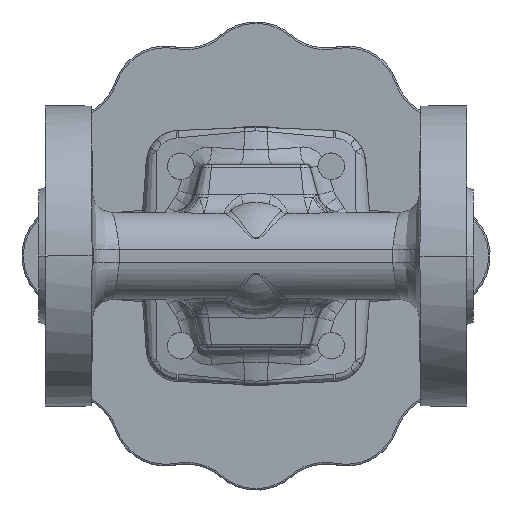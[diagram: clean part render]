
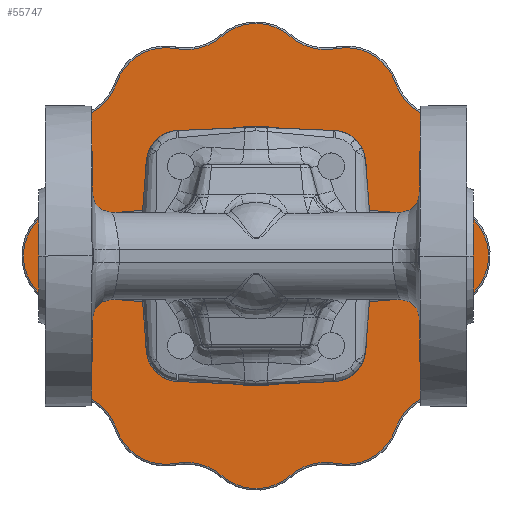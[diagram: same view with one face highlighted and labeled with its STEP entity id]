
A CAD part, front view. The second image highlights one B-rep face of the part: STEP entity #55747.
In plain terms, the highlighted planar face has unit normal (0, -1, 0).
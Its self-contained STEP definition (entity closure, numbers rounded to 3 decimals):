
#51019=CARTESIAN_POINT('',(54.,195.8,0.));
#51020=DIRECTION('',(0.,1.,0.));
#51021=DIRECTION('',(0.756,0.,0.655));
#51022=AXIS2_PLACEMENT_3D('',#51019,#51020,#51021);
#51024=CARTESIAN_POINT('',(78.188,195.8,-20.951));
#51025=DIRECTION('',(0.,-1.,0.));
#51026=DIRECTION('',(-0.756,0.,0.655));
#51027=AXIS2_PLACEMENT_3D('',#51024,#51025,#51026);
#51029=CARTESIAN_POINT('',(46.765,195.8,-27.));
#51030=DIRECTION('',(0.,1.,0.));
#51031=DIRECTION('',(0.982,0.,0.189));
#51032=AXIS2_PLACEMENT_3D('',#51029,#51030,#51031);
#51034=CARTESIAN_POINT('',(57.238,195.8,-57.238));
#51035=DIRECTION('',(0.,-1.,0.));
#51036=DIRECTION('',(-0.327,0.,0.945));
#51037=AXIS2_PLACEMENT_3D('',#51034,#51035,#51036);
#51039=CARTESIAN_POINT('',(27.,195.8,-46.765));
#51040=DIRECTION('',(0.,1.,0.));
#51041=DIRECTION('',(0.945,0.,-0.327));
#51042=AXIS2_PLACEMENT_3D('',#51039,#51040,#51041);
#51044=CARTESIAN_POINT('',(20.951,195.8,-78.188));
#51045=DIRECTION('',(0.,-1.,0.));
#51046=DIRECTION('',(0.189,0.,0.982));
#51047=AXIS2_PLACEMENT_3D('',#51044,#51045,#51046);
#51049=CARTESIAN_POINT('',(0.,195.8,-54.));
#51050=DIRECTION('',(0.,1.,0.));
#51051=DIRECTION('',(0.655,0.,-0.756));
#51052=AXIS2_PLACEMENT_3D('',#51049,#51050,#51051);
#51054=CARTESIAN_POINT('',(-20.951,195.8,-78.188));
#51055=DIRECTION('',(0.,-1.,0.));
#51056=DIRECTION('',(0.655,0.,0.756));
#51057=AXIS2_PLACEMENT_3D('',#51054,#51055,#51056);
#51059=CARTESIAN_POINT('',(-27.,195.8,-46.765));
#51060=DIRECTION('',(0.,1.,0.));
#51061=DIRECTION('',(0.189,0.,-0.982));
#51062=AXIS2_PLACEMENT_3D('',#51059,#51060,#51061);
#51064=CARTESIAN_POINT('',(-57.238,195.8,-57.238));
#51065=DIRECTION('',(0.,-1.,0.));
#51066=DIRECTION('',(0.945,0.,0.327));
#51067=AXIS2_PLACEMENT_3D('',#51064,#51065,#51066);
#51069=CARTESIAN_POINT('',(-46.765,195.8,-27.));
#51070=DIRECTION('',(0.,1.,0.));
#51071=DIRECTION('',(-0.327,0.,-0.945));
#51072=AXIS2_PLACEMENT_3D('',#51069,#51070,#51071);
#51074=CARTESIAN_POINT('',(-78.188,195.8,-20.951));
#51075=DIRECTION('',(0.,-1.,0.));
#51076=DIRECTION('',(0.982,0.,-0.189));
#51077=AXIS2_PLACEMENT_3D('',#51074,#51075,#51076);
#51079=CARTESIAN_POINT('',(-54.,195.8,0.));
#51080=DIRECTION('',(0.,1.,0.));
#51081=DIRECTION('',(-0.756,0.,-0.655));
#51082=AXIS2_PLACEMENT_3D('',#51079,#51080,#51081);
#51084=CARTESIAN_POINT('',(-78.188,195.8,20.951));
#51085=DIRECTION('',(0.,-1.,0.));
#51086=DIRECTION('',(0.756,0.,-0.655));
#51087=AXIS2_PLACEMENT_3D('',#51084,#51085,#51086);
#51089=CARTESIAN_POINT('',(-46.765,195.8,27.));
#51090=DIRECTION('',(0.,1.,0.));
#51091=DIRECTION('',(-0.982,0.,-0.189));
#51092=AXIS2_PLACEMENT_3D('',#51089,#51090,#51091);
#51094=CARTESIAN_POINT('',(-57.238,195.8,57.238));
#51095=DIRECTION('',(0.,-1.,0.));
#51096=DIRECTION('',(0.327,0.,-0.945));
#51097=AXIS2_PLACEMENT_3D('',#51094,#51095,#51096);
#51099=CARTESIAN_POINT('',(-27.,195.8,46.765));
#51100=DIRECTION('',(0.,1.,0.));
#51101=DIRECTION('',(-0.945,0.,0.327));
#51102=AXIS2_PLACEMENT_3D('',#51099,#51100,#51101);
#51104=CARTESIAN_POINT('',(-20.951,195.8,78.188));
#51105=DIRECTION('',(0.,-1.,0.));
#51106=DIRECTION('',(-0.189,0.,-0.982));
#51107=AXIS2_PLACEMENT_3D('',#51104,#51105,#51106);
#51109=CARTESIAN_POINT('',(0.,195.8,54.));
#51110=DIRECTION('',(0.,1.,0.));
#51111=DIRECTION('',(-0.655,0.,0.756));
#51112=AXIS2_PLACEMENT_3D('',#51109,#51110,#51111);
#51114=CARTESIAN_POINT('',(20.951,195.8,78.188));
#51115=DIRECTION('',(0.,-1.,0.));
#51116=DIRECTION('',(-0.655,0.,-0.756));
#51117=AXIS2_PLACEMENT_3D('',#51114,#51115,#51116);
#51119=CARTESIAN_POINT('',(27.,195.8,46.765));
#51120=DIRECTION('',(0.,1.,0.));
#51121=DIRECTION('',(-0.189,0.,0.982));
#51122=AXIS2_PLACEMENT_3D('',#51119,#51120,#51121);
#51124=CARTESIAN_POINT('',(57.238,195.8,57.238));
#51125=DIRECTION('',(0.,-1.,0.));
#51126=DIRECTION('',(-0.945,0.,-0.327));
#51127=AXIS2_PLACEMENT_3D('',#51124,#51125,#51126);
#51129=CARTESIAN_POINT('',(46.765,195.8,27.));
#51130=DIRECTION('',(0.,1.,0.));
#51131=DIRECTION('',(0.327,0.,0.945));
#51132=AXIS2_PLACEMENT_3D('',#51129,#51130,#51131);
#51134=CARTESIAN_POINT('',(78.188,195.8,20.951));
#51135=DIRECTION('',(0.,-1.,0.));
#51136=DIRECTION('',(-0.982,0.,0.189));
#51137=AXIS2_PLACEMENT_3D('',#51134,#51135,#51136);
#54971=CARTESIAN_POINT('',(65.716,195.8,10.148));
#54972=VERTEX_POINT('',#54971);
#54973=CARTESIAN_POINT('',(65.716,195.8,-10.148));
#54974=VERTEX_POINT('',#54973);
#54975=CARTESIAN_POINT('',(61.986,195.8,-24.07));
#54976=VERTEX_POINT('',#54975);
#54977=CARTESIAN_POINT('',(51.838,195.8,-41.646));
#54978=VERTEX_POINT('',#54977);
#54979=CARTESIAN_POINT('',(41.646,195.8,-51.838));
#54980=VERTEX_POINT('',#54979);
#54981=CARTESIAN_POINT('',(24.07,195.8,-61.986));
#54982=VERTEX_POINT('',#54981);
#54983=CARTESIAN_POINT('',(10.148,195.8,-65.716));
#54984=VERTEX_POINT('',#54983);
#54987=CARTESIAN_POINT('',(-10.148,195.8,-65.716));
#54988=VERTEX_POINT('',#54987);
#55000=CARTESIAN_POINT('',(-24.07,195.8,-61.986));
#55002=VERTEX_POINT('',#55000);
#55008=CARTESIAN_POINT('',(-41.646,195.8,-51.838));
#55010=VERTEX_POINT('',#55008);
#55016=CARTESIAN_POINT('',(-51.838,195.8,-41.646));
#55018=VERTEX_POINT('',#55016);
#55024=CARTESIAN_POINT('',(-61.986,195.8,-24.07));
#55026=VERTEX_POINT('',#55024);
#55032=CARTESIAN_POINT('',(-65.716,195.8,-10.148));
#55034=VERTEX_POINT('',#55032);
#55040=CARTESIAN_POINT('',(-65.716,195.8,10.148));
#55042=VERTEX_POINT('',#55040);
#55048=CARTESIAN_POINT('',(-61.986,195.8,24.07));
#55050=VERTEX_POINT('',#55048);
#55056=CARTESIAN_POINT('',(-51.838,195.8,41.646));
#55058=VERTEX_POINT('',#55056);
#55064=CARTESIAN_POINT('',(-41.646,195.8,51.838));
#55066=VERTEX_POINT('',#55064);
#55072=CARTESIAN_POINT('',(-24.07,195.8,61.986));
#55074=VERTEX_POINT('',#55072);
#55080=CARTESIAN_POINT('',(-10.148,195.8,65.716));
#55082=VERTEX_POINT('',#55080);
#55088=CARTESIAN_POINT('',(10.148,195.8,65.716));
#55090=VERTEX_POINT('',#55088);
#55096=CARTESIAN_POINT('',(24.07,195.8,61.986));
#55098=VERTEX_POINT('',#55096);
#55104=CARTESIAN_POINT('',(41.646,195.8,51.838));
#55106=VERTEX_POINT('',#55104);
#55112=CARTESIAN_POINT('',(51.838,195.8,41.646));
#55114=VERTEX_POINT('',#55112);
#55120=CARTESIAN_POINT('',(61.986,195.8,24.07));
#55122=VERTEX_POINT('',#55120);
#55692=CARTESIAN_POINT('',(54.,195.8,0.));
#55693=DIRECTION('',(0.,1.,0.));
#55694=DIRECTION('',(-0.756,0.,-0.655));
#55695=AXIS2_PLACEMENT_3D('',#55692,#55693,#55694);
#55696=PLANE('',#55695);
#55698=ORIENTED_EDGE('',*,*,#55697,.T.);
#55700=ORIENTED_EDGE('',*,*,#55699,.T.);
#55702=ORIENTED_EDGE('',*,*,#55701,.T.);
#55704=ORIENTED_EDGE('',*,*,#55703,.T.);
#55706=ORIENTED_EDGE('',*,*,#55705,.T.);
#55708=ORIENTED_EDGE('',*,*,#55707,.T.);
#55710=ORIENTED_EDGE('',*,*,#55709,.T.);
#55712=ORIENTED_EDGE('',*,*,#55711,.T.);
#55714=ORIENTED_EDGE('',*,*,#55713,.T.);
#55716=ORIENTED_EDGE('',*,*,#55715,.T.);
#55718=ORIENTED_EDGE('',*,*,#55717,.T.);
#55720=ORIENTED_EDGE('',*,*,#55719,.T.);
#55722=ORIENTED_EDGE('',*,*,#55721,.T.);
#55724=ORIENTED_EDGE('',*,*,#55723,.T.);
#55726=ORIENTED_EDGE('',*,*,#55725,.T.);
#55728=ORIENTED_EDGE('',*,*,#55727,.T.);
#55730=ORIENTED_EDGE('',*,*,#55729,.T.);
#55732=ORIENTED_EDGE('',*,*,#55731,.T.);
#55734=ORIENTED_EDGE('',*,*,#55733,.T.);
#55736=ORIENTED_EDGE('',*,*,#55735,.T.);
#55738=ORIENTED_EDGE('',*,*,#55737,.T.);
#55740=ORIENTED_EDGE('',*,*,#55739,.T.);
#55742=ORIENTED_EDGE('',*,*,#55741,.T.);
#55744=ORIENTED_EDGE('',*,*,#55743,.T.);
#55745=EDGE_LOOP('',(#55698,#55700,#55702,#55704,#55706,#55708,#55710,#55712,
#55714,#55716,#55718,#55720,#55722,#55724,#55726,#55728,#55730,#55732,#55734,
#55736,#55738,#55740,#55742,#55744));
#55746=FACE_OUTER_BOUND('',#55745,.F.);
#55747=ADVANCED_FACE('',(#55746),#55696,.F.);
#51023=CIRCLE('',#51022,15.5);
#51028=CIRCLE('',#51027,16.5);
#51033=CIRCLE('',#51032,15.5);
#51038=CIRCLE('',#51037,16.5);
#51043=CIRCLE('',#51042,15.5);
#51048=CIRCLE('',#51047,16.5);
#51053=CIRCLE('',#51052,15.5);
#51058=CIRCLE('',#51057,16.5);
#51063=CIRCLE('',#51062,15.5);
#51068=CIRCLE('',#51067,16.5);
#51073=CIRCLE('',#51072,15.5);
#51078=CIRCLE('',#51077,16.5);
#51083=CIRCLE('',#51082,15.5);
#51088=CIRCLE('',#51087,16.5);
#51093=CIRCLE('',#51092,15.5);
#51098=CIRCLE('',#51097,16.5);
#51103=CIRCLE('',#51102,15.5);
#51108=CIRCLE('',#51107,16.5);
#51113=CIRCLE('',#51112,15.5);
#51118=CIRCLE('',#51117,16.5);
#51123=CIRCLE('',#51122,15.5);
#51128=CIRCLE('',#51127,16.5);
#51133=CIRCLE('',#51132,15.5);
#51138=CIRCLE('',#51137,16.5);
#55697=EDGE_CURVE('',#54972,#54974,#51023,.T.);
#55699=EDGE_CURVE('',#54974,#54976,#51028,.T.);
#55701=EDGE_CURVE('',#54976,#54978,#51033,.T.);
#55703=EDGE_CURVE('',#54978,#54980,#51038,.T.);
#55705=EDGE_CURVE('',#54980,#54982,#51043,.T.);
#55707=EDGE_CURVE('',#54982,#54984,#51048,.T.);
#55709=EDGE_CURVE('',#54984,#54988,#51053,.T.);
#55711=EDGE_CURVE('',#54988,#55002,#51058,.T.);
#55713=EDGE_CURVE('',#55002,#55010,#51063,.T.);
#55715=EDGE_CURVE('',#55010,#55018,#51068,.T.);
#55717=EDGE_CURVE('',#55018,#55026,#51073,.T.);
#55719=EDGE_CURVE('',#55026,#55034,#51078,.T.);
#55721=EDGE_CURVE('',#55034,#55042,#51083,.T.);
#55723=EDGE_CURVE('',#55042,#55050,#51088,.T.);
#55725=EDGE_CURVE('',#55050,#55058,#51093,.T.);
#55727=EDGE_CURVE('',#55058,#55066,#51098,.T.);
#55729=EDGE_CURVE('',#55066,#55074,#51103,.T.);
#55731=EDGE_CURVE('',#55074,#55082,#51108,.T.);
#55733=EDGE_CURVE('',#55082,#55090,#51113,.T.);
#55735=EDGE_CURVE('',#55090,#55098,#51118,.T.);
#55737=EDGE_CURVE('',#55098,#55106,#51123,.T.);
#55739=EDGE_CURVE('',#55106,#55114,#51128,.T.);
#55741=EDGE_CURVE('',#55114,#55122,#51133,.T.);
#55743=EDGE_CURVE('',#55122,#54972,#51138,.T.);
